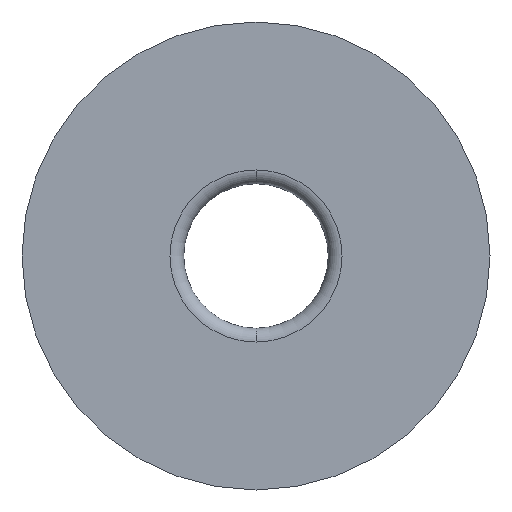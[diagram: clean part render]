
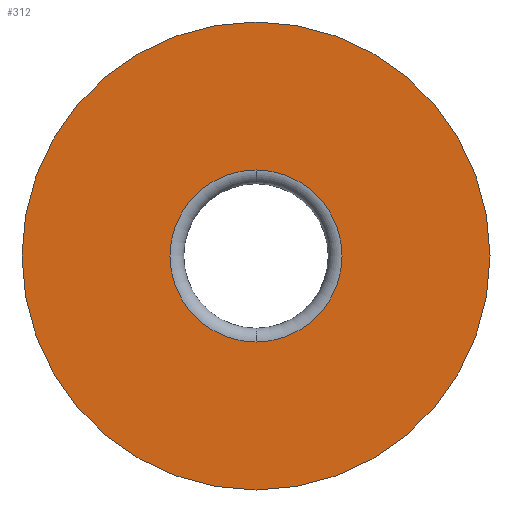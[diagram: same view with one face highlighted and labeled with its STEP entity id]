
A CAD part, front view. The second image highlights one B-rep face of the part: STEP entity #312.
In plain terms, the highlighted planar face has unit normal (0, -1, 0).
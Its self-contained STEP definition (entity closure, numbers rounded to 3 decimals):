
#15 = DIRECTION ( 'NONE',  ( 0., 1., 0. ) ) ;
#21 = VERTEX_POINT ( 'NONE', #131 ) ;
#36 = AXIS2_PLACEMENT_3D ( 'NONE', #411, #140, #268 ) ;
#45 = DIRECTION ( 'NONE',  ( 0., 0., 1. ) ) ;
#56 = CIRCLE ( 'NONE', #196, 34. ) ;
#71 = FACE_BOUND ( 'NONE', #281, .T. ) ;
#74 = DIRECTION ( 'NONE',  ( 0., 1., 0. ) ) ;
#86 = ORIENTED_EDGE ( 'NONE', *, *, #350, .T. ) ;
#98 = CARTESIAN_POINT ( 'NONE',  ( -34., 0., 0. ) ) ;
#102 = PLANE ( 'NONE',  #213 ) ;
#104 = CARTESIAN_POINT ( 'NONE',  ( 0., 0., -34. ) ) ;
#113 = CARTESIAN_POINT ( 'NONE',  ( 0., 0., 0. ) ) ;
#119 = ORIENTED_EDGE ( 'NONE', *, *, #185, .T. ) ;
#131 = CARTESIAN_POINT ( 'NONE',  ( 0., 0., -12.5 ) ) ;
#138 = DIRECTION ( 'NONE',  ( 0., -1., 0. ) ) ;
#140 = DIRECTION ( 'NONE',  ( 0., 1., 0. ) ) ;
#149 = EDGE_LOOP ( 'NONE', ( #159, #378 ) ) ;
#151 = DIRECTION ( 'NONE',  ( 0., 0., 1. ) ) ;
#159 = ORIENTED_EDGE ( 'NONE', *, *, #165, .F. ) ;
#165 = EDGE_CURVE ( 'NONE', #279, #359, #56, .T. ) ;
#169 = CIRCLE ( 'NONE', #269, 12.5 ) ;
#181 = AXIS2_PLACEMENT_3D ( 'NONE', #315, #15, #151 ) ;
#182 = DIRECTION ( 'NONE',  ( 0., 0., 1. ) ) ;
#185 = EDGE_CURVE ( 'NONE', #249, #21, #169, .T. ) ;
#196 = AXIS2_PLACEMENT_3D ( 'NONE', #211, #344, #182 ) ;
#211 = CARTESIAN_POINT ( 'NONE',  ( 0., 0., 0. ) ) ;
#213 = AXIS2_PLACEMENT_3D ( 'NONE', #98, #138, #237 ) ;
#237 = DIRECTION ( 'NONE',  ( 0., 0., -1. ) ) ;
#249 = VERTEX_POINT ( 'NONE', #349 ) ;
#264 = EDGE_CURVE ( 'NONE', #359, #279, #313, .T. ) ;
#268 = DIRECTION ( 'NONE',  ( 0., 0., 1. ) ) ;
#269 = AXIS2_PLACEMENT_3D ( 'NONE', #113, #74, #45 ) ;
#279 = VERTEX_POINT ( 'NONE', #305 ) ;
#281 = EDGE_LOOP ( 'NONE', ( #119, #86 ) ) ;
#305 = CARTESIAN_POINT ( 'NONE',  ( 0., 0., 34. ) ) ;
#312 = ADVANCED_FACE ( 'NONE', ( #71, #374 ), #102, .T. ) ;
#313 = CIRCLE ( 'NONE', #181, 34. ) ;
#315 = CARTESIAN_POINT ( 'NONE',  ( 0., 0., 0. ) ) ;
#344 = DIRECTION ( 'NONE',  ( 0., 1., 0. ) ) ;
#349 = CARTESIAN_POINT ( 'NONE',  ( 0., 0., 12.5 ) ) ;
#350 = EDGE_CURVE ( 'NONE', #21, #249, #408, .T. ) ;
#359 = VERTEX_POINT ( 'NONE', #104 ) ;
#374 = FACE_OUTER_BOUND ( 'NONE', #149, .T. ) ;
#378 = ORIENTED_EDGE ( 'NONE', *, *, #264, .F. ) ;
#408 = CIRCLE ( 'NONE', #36, 12.5 ) ;
#411 = CARTESIAN_POINT ( 'NONE',  ( 0., 0., 0. ) ) ;
